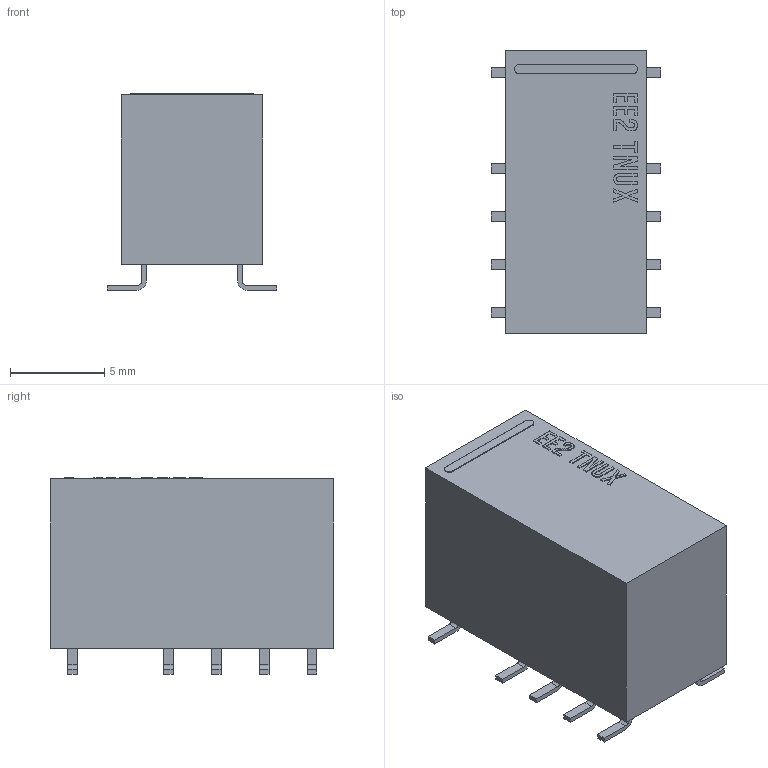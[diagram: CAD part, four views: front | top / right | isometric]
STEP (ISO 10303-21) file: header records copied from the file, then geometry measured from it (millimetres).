
FILE_DESCRIPTION(('FreeCAD Model'),'2;1');
FILE_NAME('Kemet_EE2-TNUX.step','2019-07-22T20:14:51',('Author'),(''), 'Open CASCADE STEP processor 7.3','FreeCAD','Unknown');
FILE_SCHEMA(('AUTOMOTIVE_DESIGN { 1 0 10303 214 1 1 1 1 }'));
Length unit declared in the file: millimetre
Products named in the file (1): EE2-TNUX
Bounding box: 9 x 15 x 10.4 mm (x, y, z)
Volume: 1008.6 mm3; surface area: 686.1 mm2
Topology: 11 solids, 11 shells, 242 faces, 630 edges, 420 vertices
Faces by surface type: plane 180, extrusion 36, cylinder 26
Entity records: 9065 total; most frequent: CARTESIAN_POINT 1509, ORIENTED_EDGE 1260, DIRECTION 1060, EDGE_CURVE 630, VECTOR 542, LINE 506, VERTEX_POINT 420, AXIS2_PLACEMENT_3D 259
